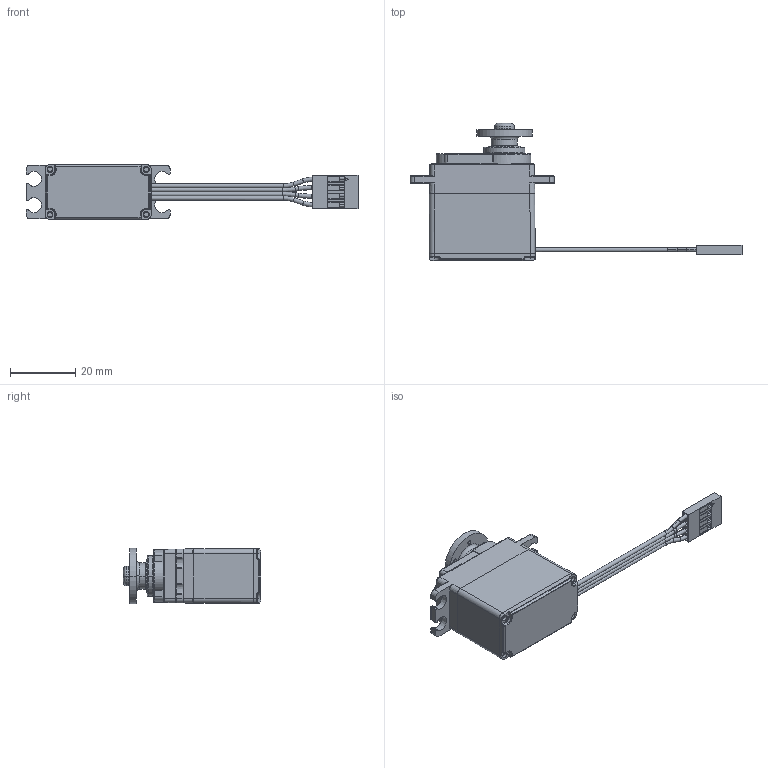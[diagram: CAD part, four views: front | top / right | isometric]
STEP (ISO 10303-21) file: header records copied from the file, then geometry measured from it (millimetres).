
FILE_DESCRIPTION((''),'2;1');
FILE_NAME('MD245MW-485-CAN_ASM','2018-11-28T',('servo-csw'),(''),'CREO PARAMETRIC BY PTC INC, 2016050','CREO PARAMETRIC BY PTC INC, 2016050','');
FILE_SCHEMA(('CONFIG_CONTROL_DESIGN'));
Products named in the file (10): HS7235M_120409; HS7235T_100721; HS7235L_100721; HS205MG4F; HS205MG4F_ASSY_ASM; 120217000105_M-O25; SUS_5_5X2_6_TOOTH_WASHER; 120201000129_10A_CBH_M3XL8; 4P_CONNECTOR_WIRE; MD245MW-485-CAN_ASM
Assembly tree (9 placements, depth 3):
  MD245MW-485-CAN_ASM
    HS7235M_120409
    HS7235T_100721
    HS7235L_100721
    HS205MG4F_ASSY_ASM
      HS205MG4F
    120217000105_M-O25
    SUS_5_5X2_6_TOOTH_WASHER
    120201000129_10A_CBH_M3XL8
    4P_CONNECTOR_WIRE
Bounding box: 101.46 x 42.12 x 17 mm (x, y, z)
Volume: 18100.9 mm3; surface area: 10361.7 mm2
Topology: 8 solids, 8 shells, 1643 faces, 4512 edges, 2933 vertices
Faces by surface type: plane 1066, cylinder 383, torus 90, cone 62, sphere 32, bspline 10
Entity records: 70743 total; most frequent: CARTESIAN_POINT 14183, ORIENTED_EDGE 9024, DIRECTION 8414, PRESENTATION_STYLE_ASSIGNMENT 4576, STYLED_ITEM 4520, CURVE_STYLE 4512, EDGE_CURVE 4512, VECTOR 3236
